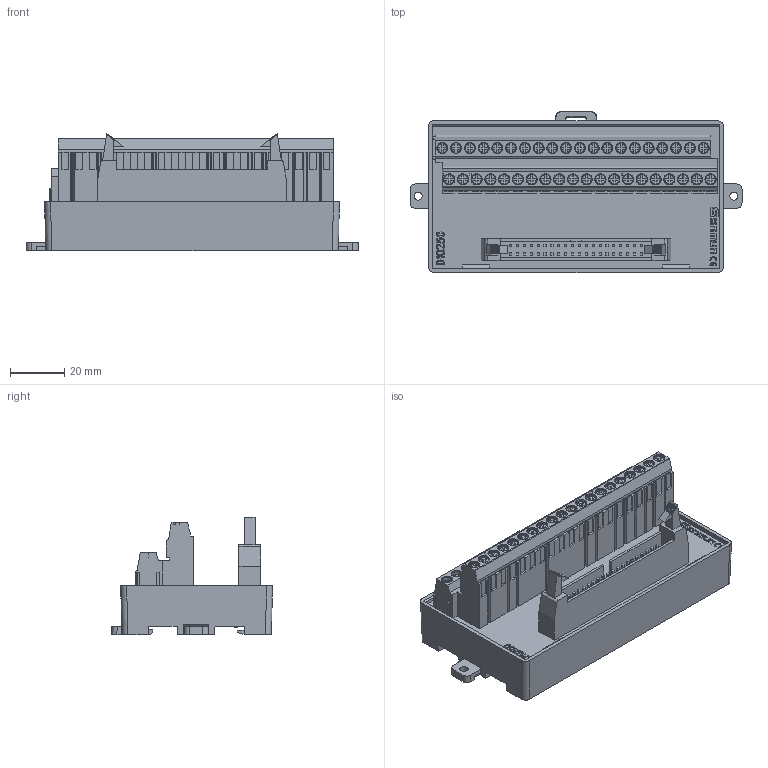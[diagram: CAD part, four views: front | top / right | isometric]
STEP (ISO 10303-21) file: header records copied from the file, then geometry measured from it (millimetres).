
FILE_DESCRIPTION(/* description */ (''),/* implementation_level */ '2;1');
FILE_NAME(/* name */ 'D1025C-E.stp',/* time_stamp */ '2024-08-08T09:37:38+08:00',/* author */ (''),/* organization */ (''),/* preprocessor_version */ 'ST-DEVELOPER v14',/* originating_system */ 'SIEMENS PLM Software NX 8.0',/* authorisation */ '');
FILE_SCHEMA (('AUTOMOTIVE_DESIGN { 1 0 10303 214 3 1 1 1 }'));
Products named in the file (1): D1025C-E 3D_stp
Bounding box: 122.6 x 59.51 x 43.25 mm (x, y, z)
Volume: 130687.8 mm3; surface area: 34837.3 mm2
Topology: 3 solids, 10 shells, 2017 faces, 5275 edges, 3469 vertices
Faces by surface type: plane 1567, cylinder 192, torus 139, cone 102, extrusion 15, bspline 2
Full cylindrical faces by diameter (mm): 3 x2, 4.1 x20, 4.13 x22
Entity records: 64600 total; most frequent: CARTESIAN_POINT 14910, ORIENTED_EDGE 10358, DIRECTION 9322, EDGE_CURVE 5179, VECTOR 4096, LINE 4081, VERTEX_POINT 3440, AXIS2_PLACEMENT_3D 2613
